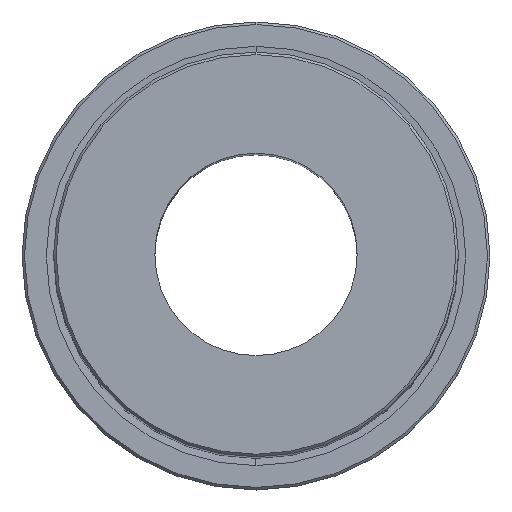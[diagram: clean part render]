
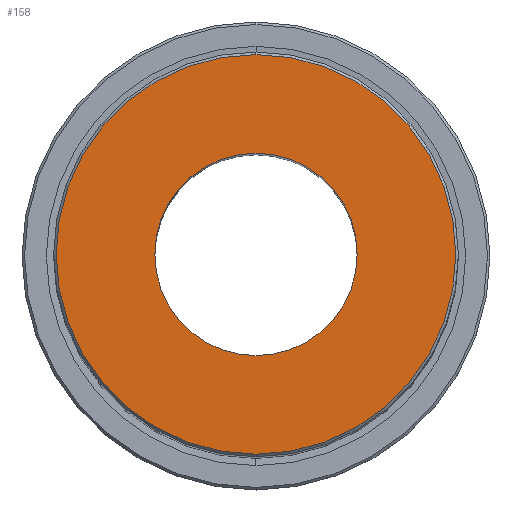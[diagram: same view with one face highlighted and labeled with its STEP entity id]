
A CAD part, top view. The second image highlights one B-rep face of the part: STEP entity #158.
In plain terms, the highlighted planar face has unit normal (0, 0, 1).
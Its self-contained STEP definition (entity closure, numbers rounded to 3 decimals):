
#138=VERTEX_POINT('NONE',#371);
#158=ADVANCED_FACE('NONE',(#393,#394),#395,.T.);
#166=EDGE_CURVE('NONE',#304,#138,#403,.T.);
#180=VERTEX_POINT('NONE',#422);
#236=EDGE_CURVE('NONE',#322,#180,#483,.T.);
#270=EDGE_CURVE('NONE',#138,#304,#523,.T.);
#284=EDGE_CURVE('NONE',#180,#322,#538,.T.);
#304=VERTEX_POINT('NONE',#560);
#322=VERTEX_POINT('NONE',#580);
#371=CARTESIAN_POINT('',(0.0,-8.,74.0));
#393=FACE_OUTER_BOUND('',#656,.T.);
#394=FACE_BOUND('',#657,.T.);
#395=PLANE('',#658);
#403=CIRCLE('',#672,8.);
#422=CARTESIAN_POINT('',(0.,15.8,74.0));
#483=CIRCLE('',#774,15.8);
#523=CIRCLE('',#822,8.);
#538=CIRCLE('',#845,15.8);
#560=CARTESIAN_POINT('',(0.,8.,74.0));
#580=CARTESIAN_POINT('',(0.0,-15.8,74.0));
#656=EDGE_LOOP('',(#959,#960));
#657=EDGE_LOOP('',(#961,#962));
#658=AXIS2_PLACEMENT_3D('',#963,#964,#965);
#672=AXIS2_PLACEMENT_3D('',#971,#972,#973);
#774=AXIS2_PLACEMENT_3D('',#1099,#1100,#1101);
#822=AXIS2_PLACEMENT_3D('',#1161,#1162,#1163);
#845=AXIS2_PLACEMENT_3D('',#1178,#1179,#1180);
#959=ORIENTED_EDGE('',*,*,#236,.T.);
#960=ORIENTED_EDGE('',*,*,#284,.T.);
#961=ORIENTED_EDGE('',*,*,#270,.T.);
#962=ORIENTED_EDGE('',*,*,#166,.T.);
#963=CARTESIAN_POINT('',(-8.,0.0,74.0));
#964=DIRECTION('',(0.0,-0.0,1.0));
#965=DIRECTION('',(0.0,1.0,0.0));
#971=CARTESIAN_POINT('',(0.0,0.0,74.0));
#972=DIRECTION('',(0.0,0.0,-1.0));
#973=DIRECTION('',(0.0,-1.0,0.0));
#1099=CARTESIAN_POINT('',(0.0,0.0,74.0));
#1100=DIRECTION('',(0.0,-0.0,1.0));
#1101=DIRECTION('',(0.0,1.0,0.0));
#1161=CARTESIAN_POINT('',(0.0,0.0,74.0));
#1162=DIRECTION('',(0.0,0.0,-1.0));
#1163=DIRECTION('',(0.0,-1.0,0.0));
#1178=CARTESIAN_POINT('',(0.0,0.0,74.0));
#1179=DIRECTION('',(0.0,-0.0,1.0));
#1180=DIRECTION('',(0.0,1.0,0.0));
